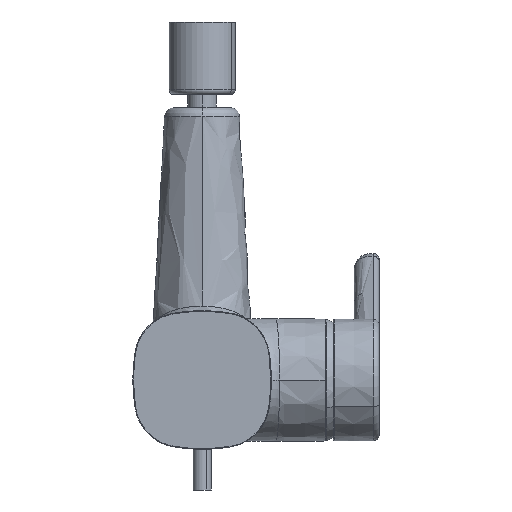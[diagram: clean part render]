
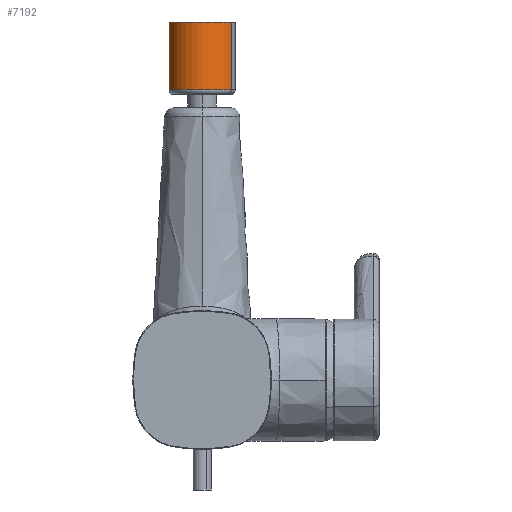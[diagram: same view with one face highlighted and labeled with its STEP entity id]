
A CAD part, front view. The second image highlights one B-rep face of the part: STEP entity #7192.
In plain terms, the highlighted cylindrical face has radius 11 mm (diameter 22 mm), a partial arc.
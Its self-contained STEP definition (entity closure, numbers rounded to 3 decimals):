
#106 = CIRCLE ( 'NONE', #11297, 11. ) ;
#159 = VECTOR ( 'NONE', #2846, 1000. ) ;
#252 = EDGE_CURVE ( 'NONE', #4165, #1777, #9722, .T. ) ;
#736 = EDGE_CURVE ( 'NONE', #7875, #7786, #11345, .T. ) ;
#802 = CARTESIAN_POINT ( 'NONE',  ( -9.653, 125.374, 96.346 ) ) ;
#1125 = DIRECTION ( 'NONE',  ( 0., 0., -1. ) ) ;
#1777 = VERTEX_POINT ( 'NONE', #5461 ) ;
#1920 = ORIENTED_EDGE ( 'NONE', *, *, #7094, .T. ) ;
#2233 = ORIENTED_EDGE ( 'NONE', *, *, #736, .T. ) ;
#2548 = EDGE_LOOP ( 'NONE', ( #1920, #2233, #5760, #7753 ) ) ;
#2795 = VECTOR ( 'NONE', #3597, 1000. ) ;
#2846 = DIRECTION ( 'NONE',  ( 0., 0., -1. ) ) ;
#2867 = CARTESIAN_POINT ( 'NONE',  ( -9.653, 125.374, 106.846 ) ) ;
#3499 = CARTESIAN_POINT ( 'NONE',  ( 9.653, 114.826, 106.846 ) ) ;
#3597 = DIRECTION ( 'NONE',  ( 0., 0., -1. ) ) ;
#4068 = DIRECTION ( 'NONE',  ( 0., 0., -1. ) ) ;
#4165 = VERTEX_POINT ( 'NONE', #9077 ) ;
#4470 = CARTESIAN_POINT ( 'NONE',  ( -9.653, 125.374, 118.846 ) ) ;
#5461 = CARTESIAN_POINT ( 'NONE',  ( 9.653, 114.826, 96.346 ) ) ;
#5736 = FACE_OUTER_BOUND ( 'NONE', #2548, .T. ) ;
#5760 = ORIENTED_EDGE ( 'NONE', *, *, #6489, .F. ) ;
#6489 = EDGE_CURVE ( 'NONE', #1777, #7786, #106, .T. ) ;
#6608 = CARTESIAN_POINT ( 'NONE',  ( 0., 120.1, 96.346 ) ) ;
#7094 = EDGE_CURVE ( 'NONE', #4165, #7875, #9823, .T. ) ;
#7192 = ADVANCED_FACE ( 'NONE', ( #5736 ), #7321, .T. ) ;
#7321 = CYLINDRICAL_SURFACE ( 'NONE', #9957, 11. ) ;
#7524 = DIRECTION ( 'NONE',  ( 1., 0., 0. ) ) ;
#7723 = DIRECTION ( 'NONE',  ( 0., 0., -1. ) ) ;
#7753 = ORIENTED_EDGE ( 'NONE', *, *, #252, .F. ) ;
#7786 = VERTEX_POINT ( 'NONE', #802 ) ;
#7875 = VERTEX_POINT ( 'NONE', #4470 ) ;
#8627 = DIRECTION ( 'NONE',  ( 0.878, -0.479, 0. ) ) ;
#9077 = CARTESIAN_POINT ( 'NONE',  ( 9.653, 114.826, 118.846 ) ) ;
#9521 = CARTESIAN_POINT ( 'NONE',  ( 0., 120.1, 118.846 ) ) ;
#9722 = LINE ( 'NONE', #3499, #2795 ) ;
#9823 = CIRCLE ( 'NONE', #10846, 11. ) ;
#9957 = AXIS2_PLACEMENT_3D ( 'NONE', #11304, #7723, #8627 ) ;
#10423 = DIRECTION ( 'NONE',  ( 1., 0., 0. ) ) ;
#10846 = AXIS2_PLACEMENT_3D ( 'NONE', #9521, #4068, #10423 ) ;
#11297 = AXIS2_PLACEMENT_3D ( 'NONE', #6608, #1125, #7524 ) ;
#11304 = CARTESIAN_POINT ( 'NONE',  ( 0., 120.1, 106.846 ) ) ;
#11345 = LINE ( 'NONE', #2867, #159 ) ;
